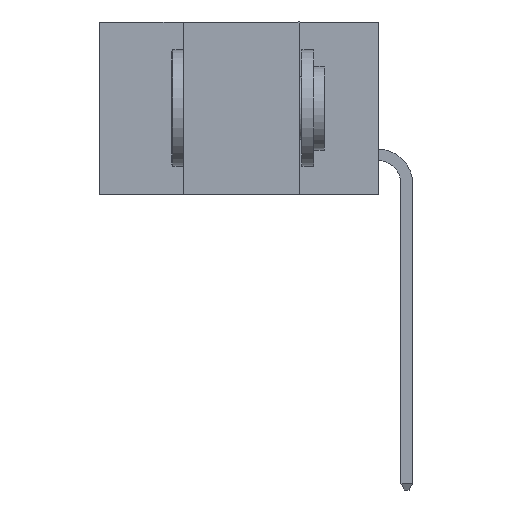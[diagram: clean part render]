
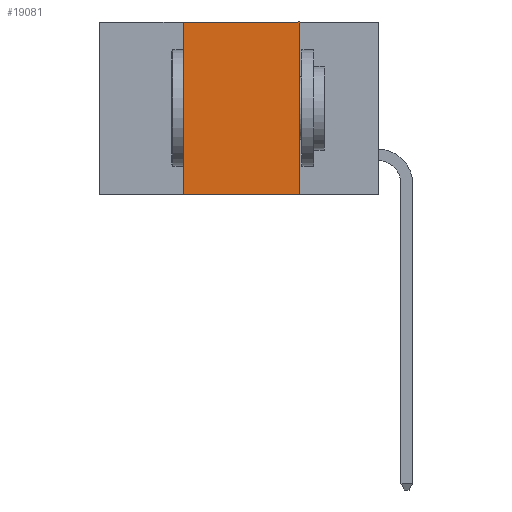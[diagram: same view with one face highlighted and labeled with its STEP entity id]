
A CAD part, left-side view. The second image highlights one B-rep face of the part: STEP entity #19081.
In plain terms, the highlighted planar face has unit normal (-1, 0, 0).
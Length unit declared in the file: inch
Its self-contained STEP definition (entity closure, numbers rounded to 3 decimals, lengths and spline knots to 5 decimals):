
#110 = CARTESIAN_POINT ( 'NONE',  ( 0., 0.17, 0. ) ) ;
#706 = ORIENTED_EDGE ( 'NONE', *, *, #13027, .F. ) ;
#2261 = PLANE ( 'NONE',  #25477 ) ;
#4239 = DIRECTION ( 'NONE',  ( 0., 0., 1. ) ) ;
#4349 = DIRECTION ( 'NONE',  ( 1., 0., 0. ) ) ;
#5121 = CARTESIAN_POINT ( 'NONE',  ( 0., 0.17, -0.37 ) ) ;
#7282 = CARTESIAN_POINT ( 'NONE',  ( 0., 0.6, -0.37 ) ) ;
#7310 = VERTEX_POINT ( 'NONE', #110 ) ;
#7729 = CARTESIAN_POINT ( 'NONE',  ( 0., 0.17, -0.37 ) ) ;
#7742 = DIRECTION ( 'NONE',  ( 0., -1., 0. ) ) ;
#7969 = LINE ( 'NONE', #16224, #13264 ) ;
#9238 = LINE ( 'NONE', #7729, #9826 ) ;
#9826 = VECTOR ( 'NONE', #13807, 39.37008 ) ;
#10690 = LINE ( 'NONE', #17685, #22637 ) ;
#12210 = VERTEX_POINT ( 'NONE', #21997 ) ;
#13027 = EDGE_CURVE ( 'NONE', #12210, #7310, #10690, .T. ) ;
#13264 = VECTOR ( 'NONE', #4239, 39.37008 ) ;
#13278 = DIRECTION ( 'NONE',  ( 0., -1., 0. ) ) ;
#13546 = EDGE_CURVE ( 'NONE', #17898, #17551, #22920, .T. ) ;
#13807 = DIRECTION ( 'NONE',  ( 0., 0., -1. ) ) ;
#14330 = CARTESIAN_POINT ( 'NONE',  ( 0., 0.6, 0. ) ) ;
#16224 = CARTESIAN_POINT ( 'NONE',  ( 0., 0.42, -0.37 ) ) ;
#17452 = ORIENTED_EDGE ( 'NONE', *, *, #24398, .F. ) ;
#17542 = VECTOR ( 'NONE', #13278, 39.37008 ) ;
#17551 = VERTEX_POINT ( 'NONE', #5121 ) ;
#17678 = FACE_OUTER_BOUND ( 'NONE', #18755, .T. ) ;
#17685 = CARTESIAN_POINT ( 'NONE',  ( 0., 0.6, 0. ) ) ;
#17898 = VERTEX_POINT ( 'NONE', #22152 ) ;
#18344 = DIRECTION ( 'NONE',  ( 0., 0., -1. ) ) ;
#18755 = EDGE_LOOP ( 'NONE', ( #22796, #706, #17452, #24670 ) ) ;
#19081 = ADVANCED_FACE ( 'NONE', ( #17678 ), #2261, .F. ) ;
#20293 = EDGE_CURVE ( 'NONE', #7310, #17551, #9238, .T. ) ;
#21997 = CARTESIAN_POINT ( 'NONE',  ( 0., 0.42, 0. ) ) ;
#22152 = CARTESIAN_POINT ( 'NONE',  ( 0., 0.42, -0.37 ) ) ;
#22637 = VECTOR ( 'NONE', #7742, 39.37008 ) ;
#22796 = ORIENTED_EDGE ( 'NONE', *, *, #20293, .F. ) ;
#22920 = LINE ( 'NONE', #7282, #17542 ) ;
#24398 = EDGE_CURVE ( 'NONE', #17898, #12210, #7969, .T. ) ;
#24670 = ORIENTED_EDGE ( 'NONE', *, *, #13546, .T. ) ;
#25477 = AXIS2_PLACEMENT_3D ( 'NONE', #14330, #4349, #18344 ) ;
